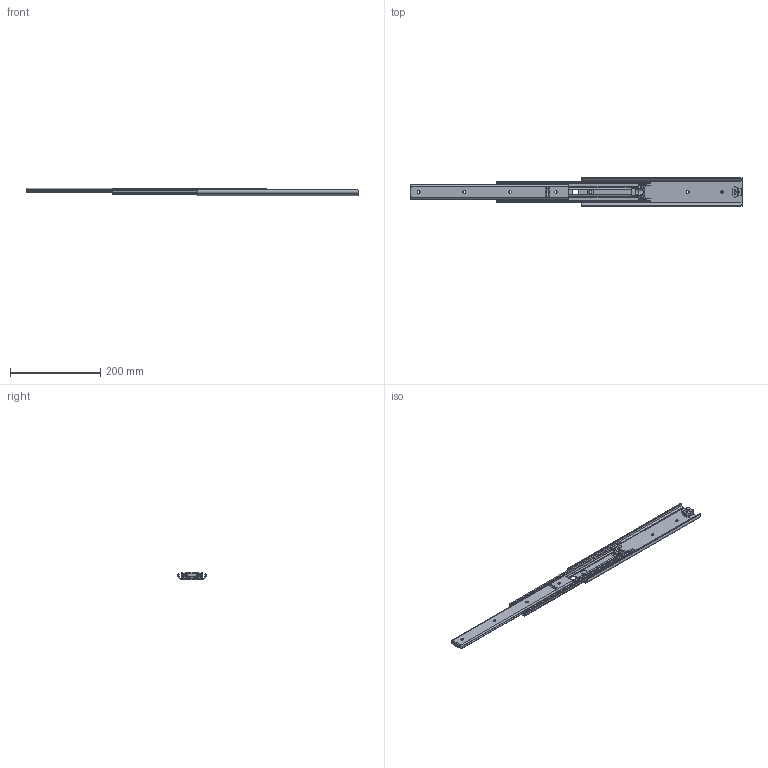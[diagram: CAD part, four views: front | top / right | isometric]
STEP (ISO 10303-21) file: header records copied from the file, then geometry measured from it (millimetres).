
FILE_DESCRIPTION (( 'STEP AP203' ), '1' );
FILE_NAME ('C630-14.STEP', '2020-05-25T06:58:27', ( '' ), ( '' ), 'SwSTEP 2.0', 'SolidWorks 2019', '' );
FILE_SCHEMA (( 'CONFIG_CONTROL_DESIGN' ));
Length unit declared in the file: millimetre
Products named in the file (9): C630-14 IM; C630-14 CM; C630-14 OM; PN68; PN160A; PN48B; PN161A; PN20E; C630-14
Assembly tree (10 placements, depth 2):
  C630-14
    C630-14 OM
    PN161A  x2
    PN20E
    C630-14 CM
    PN160A  x2
    PN48B
    C630-14 IM
    PN68
Bounding box: 736.72 x 63 x 16 mm (x, y, z)
Volume: 142752 mm3; surface area: 161988.7 mm2
Topology: 10 solids, 10 shells, 637 faces, 1845 edges, 1218 vertices
Faces by surface type: plane 392, cylinder 243, cone 2
Entity records: 20591 total; most frequent: CARTESIAN_POINT 3953, ORIENTED_EDGE 3408, DIRECTION 3177, EDGE_CURVE 1704, VECTOR 1173, LINE 1173, VERTEX_POINT 1124, AXIS2_PLACEMENT_3D 1002
